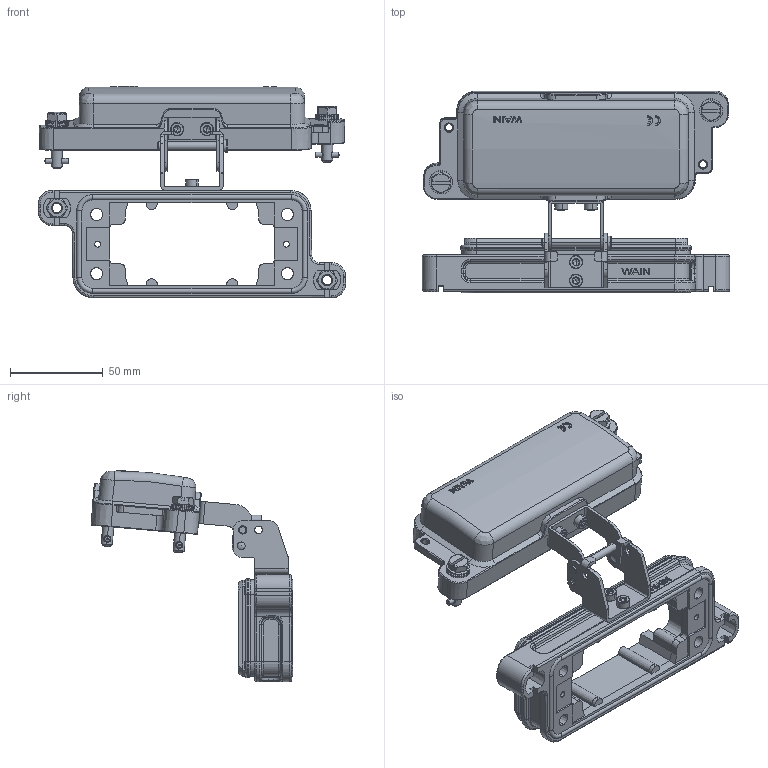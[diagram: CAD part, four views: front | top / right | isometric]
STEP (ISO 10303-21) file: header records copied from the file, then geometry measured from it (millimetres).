
FILE_DESCRIPTION(/* description */ (''),/* implementation_level */ '2;1');
FILE_NAME(/* name */ '3D_1136163701001_HP16B_H-BK-2T-MCV_V1.1.STP',/* time_stamp */ '2024-01-25T14:40:51+08:00',/* author */ (''),/* organization */ (''),/* preprocessor_version */ 'ST-DEVELOPER v18.1',/* originating_system */ 'SIEMENS PLM Software NX 1980',/* authorisation */ '');
FILE_SCHEMA (('AP203_CONFIGURATION_CONTROLLED_3D_DESIGN_OF_MECHANICAL_PARTS_AND_ASSEMBLIES_MIM_LF { 1 0 10303 403 2 1 2}'));
Products named in the file (1): temp
Bounding box: 166 x 108.94 x 114.28 mm (x, y, z)
Volume: 130915 mm3; surface area: 84663 mm2
Topology: 11 solids, 17 shells, 1572 faces, 4112 edges, 2601 vertices
Faces by surface type: plane 715, cylinder 403, cone 185, torus 142, bspline 99, extrusion 16, sphere 12
Entity records: 58141 total; most frequent: CARTESIAN_POINT 22263, ORIENTED_EDGE 8188, DIRECTION 6310, EDGE_CURVE 4094, VERTEX_POINT 2595, AXIS2_PLACEMENT_3D 2232, VECTOR 1846, LINE 1830
